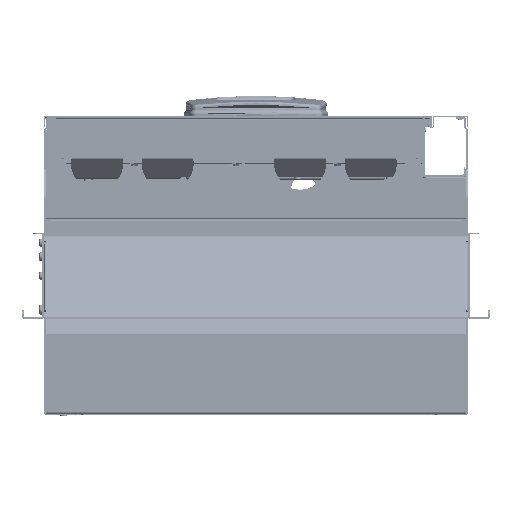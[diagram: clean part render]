
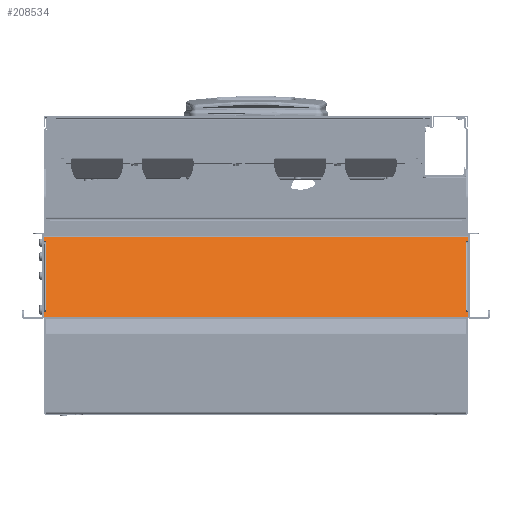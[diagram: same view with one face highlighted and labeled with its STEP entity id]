
A CAD part, front view. The second image highlights one B-rep face of the part: STEP entity #208534.
In plain terms, the highlighted planar face has unit normal (0, -0.759, 0.652).
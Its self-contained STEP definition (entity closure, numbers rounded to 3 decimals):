
#206403=DIRECTION('',(1.,0.,0.));
#206404=VECTOR('',#206403,480.);
#206405=CARTESIAN_POINT('',(-262.73,-817.109,
46.05));
#206406=LINE('',#206405,#206404);
#206418=DIRECTION('',(0.,0.652,0.759));
#206419=VECTOR('',#206418,6.47);
#206420=CARTESIAN_POINT('',(-262.73,-821.325,
41.142));
#206421=LINE('',#206420,#206419);
#206454=DIRECTION('',(-1.,0.,0.));
#206455=VECTOR('',#206454,2.5);
#206456=CARTESIAN_POINT('',(217.27,-890.393,
-39.266));
#206457=LINE('',#206456,#206455);
#206461=DIRECTION('',(-1.,0.,0.));
#206462=VECTOR('',#206461,2.5);
#206463=CARTESIAN_POINT('',(-260.23,-890.393,
-39.266));
#206464=LINE('',#206463,#206462);
#206468=DIRECTION('',(1.,0.,0.));
#206469=VECTOR('',#206468,2.5);
#206470=CARTESIAN_POINT('',(-262.73,-821.325,
41.142));
#206471=LINE('',#206470,#206469);
#206475=DIRECTION('',(1.,0.,0.));
#206476=VECTOR('',#206475,2.5);
#206477=CARTESIAN_POINT('',(214.77,-821.325,
41.142));
#206478=LINE('',#206477,#206476);
#206482=DIRECTION('',(0.,-0.652,
-0.759));
#206483=VECTOR('',#206482,100.);
#206484=CARTESIAN_POINT('',(214.819,-823.286,
38.872));
#206485=LINE('',#206484,#206483);
#206523=DIRECTION('',(-0.016,0.654,0.757));
#206524=VECTOR('',#206523,3.);
#206525=CARTESIAN_POINT('',(214.819,-823.286,
38.872));
#206526=LINE('',#206525,#206524);
#206581=DIRECTION('',(0.,-0.652,
-0.759));
#206582=VECTOR('',#206581,6.47);
#206583=CARTESIAN_POINT('',(217.27,-817.109,
46.05));
#206584=LINE('',#206583,#206582);
#207071=DIRECTION('',(0.,-0.652,-0.759));
#207072=VECTOR('',#207071,7.398);
#207073=CARTESIAN_POINT('',(217.27,-890.393,
-39.266));
#207074=LINE('',#207073,#207072);
#207211=DIRECTION('',(0.,0.652,0.759));
#207212=VECTOR('',#207211,7.398);
#207213=CARTESIAN_POINT('',(-262.73,-895.214,
-44.878));
#207214=LINE('',#207213,#207212);
#207261=DIRECTION('',(0.016,-0.649,-0.76));
#207262=VECTOR('',#207261,3.);
#207263=CARTESIAN_POINT('',(-260.279,-888.445,
-36.985));
#207264=LINE('',#207263,#207262);
#207275=CARTESIAN_POINT('',(-260.279,-888.445,
-36.985));
#207309=DIRECTION('',(0.,0.652,0.759));
#207310=VECTOR('',#207309,100.);
#207311=CARTESIAN_POINT('',(-260.279,-888.445,
-36.985));
#207312=LINE('',#207311,#207310);
#207528=DIRECTION('',(-0.016,-0.654,
-0.757));
#207529=VECTOR('',#207528,3.);
#207530=CARTESIAN_POINT('',(-260.23,-821.325,
41.142));
#207531=LINE('',#207530,#207529);
#207584=DIRECTION('',(1.,0.,0.));
#207585=VECTOR('',#207584,480.);
#207586=CARTESIAN_POINT('',(-262.73,-895.214,
-44.878));
#207587=LINE('',#207586,#207585);
#207786=DIRECTION('',(0.016,0.649,0.76));
#207787=VECTOR('',#207786,3.);
#207788=CARTESIAN_POINT('',(214.77,-890.393,
-39.266));
#207789=LINE('',#207788,#207787);
#208173=CARTESIAN_POINT('',(214.819,-823.286,
38.872));
#208174=CARTESIAN_POINT('',(214.77,-821.325,
41.142));
#208175=VERTEX_POINT('',#208173);
#208176=VERTEX_POINT('',#208174);
#208179=CARTESIAN_POINT('',(217.27,-821.325,
41.142));
#208180=VERTEX_POINT('',#208179);
#208207=CARTESIAN_POINT('',(-262.73,-821.325,
41.142));
#208208=VERTEX_POINT('',#208207);
#208209=CARTESIAN_POINT('',(-260.23,-821.325,
41.142));
#208210=VERTEX_POINT('',#208209);
#208211=CARTESIAN_POINT('',(-260.279,-823.286,
38.872));
#208212=VERTEX_POINT('',#208211);
#208213=VERTEX_POINT('',#207275);
#208216=CARTESIAN_POINT('',(-260.23,-890.393,
-39.266));
#208217=VERTEX_POINT('',#208216);
#208218=CARTESIAN_POINT('',(-262.73,-890.393,
-39.266));
#208219=VERTEX_POINT('',#208218);
#208288=CARTESIAN_POINT('',(-262.73,-895.214,
-44.878));
#208289=VERTEX_POINT('',#208288);
#208290=CARTESIAN_POINT('',(217.27,-895.214,
-44.878));
#208291=VERTEX_POINT('',#208290);
#208296=CARTESIAN_POINT('',(217.27,-890.393,
-39.266));
#208297=VERTEX_POINT('',#208296);
#208298=CARTESIAN_POINT('',(214.77,-890.393,
-39.266));
#208299=VERTEX_POINT('',#208298);
#208306=CARTESIAN_POINT('',(214.819,-888.445,
-36.985));
#208307=VERTEX_POINT('',#208306);
#208311=CARTESIAN_POINT('',(-262.73,-817.109,
46.05));
#208312=VERTEX_POINT('',#208311);
#208313=CARTESIAN_POINT('',(217.27,-817.109,
46.05));
#208314=VERTEX_POINT('',#208313);
#208497=CARTESIAN_POINT('',(-22.73,-856.162,
0.586));
#208498=DIRECTION('',(0.,0.759,-0.652));
#208499=DIRECTION('',(0.,-0.652,-0.759));
#208500=AXIS2_PLACEMENT_3D('',#208497,#208498,#208499);
#208501=PLANE('',#208500);
#208503=ORIENTED_EDGE('',*,*,#208502,.T.);
#208505=ORIENTED_EDGE('',*,*,#208504,.F.);
#208507=ORIENTED_EDGE('',*,*,#208506,.F.);
#208509=ORIENTED_EDGE('',*,*,#208508,.T.);
#208511=ORIENTED_EDGE('',*,*,#208510,.F.);
#208513=ORIENTED_EDGE('',*,*,#208512,.T.);
#208515=ORIENTED_EDGE('',*,*,#208514,.F.);
#208517=ORIENTED_EDGE('',*,*,#208516,.F.);
#208519=ORIENTED_EDGE('',*,*,#208518,.T.);
#208521=ORIENTED_EDGE('',*,*,#208520,.F.);
#208523=ORIENTED_EDGE('',*,*,#208522,.F.);
#208524=ORIENTED_EDGE('',*,*,#208481,.T.);
#208525=ORIENTED_EDGE('',*,*,#208470,.T.);
#208527=ORIENTED_EDGE('',*,*,#208526,.T.);
#208529=ORIENTED_EDGE('',*,*,#208528,.F.);
#208531=ORIENTED_EDGE('',*,*,#208530,.F.);
#208532=EDGE_LOOP('',(#208503,#208505,#208507,#208509,#208511,#208513,#208515,
#208517,#208519,#208521,#208523,#208524,#208525,#208527,#208529,#208531));
#208533=FACE_OUTER_BOUND('',#208532,.F.);
#208534=ADVANCED_FACE('',(#208533),#208501,.F.);
#208470=EDGE_CURVE('',#208312,#208314,#206406,.T.);
#208481=EDGE_CURVE('',#208208,#208312,#206421,.T.);
#208502=EDGE_CURVE('',#208175,#208307,#206485,.T.);
#208504=EDGE_CURVE('',#208299,#208307,#207789,.T.);
#208506=EDGE_CURVE('',#208297,#208299,#206457,.T.);
#208508=EDGE_CURVE('',#208297,#208291,#207074,.T.);
#208510=EDGE_CURVE('',#208289,#208291,#207587,.T.);
#208512=EDGE_CURVE('',#208289,#208219,#207214,.T.);
#208514=EDGE_CURVE('',#208217,#208219,#206464,.T.);
#208516=EDGE_CURVE('',#208213,#208217,#207264,.T.);
#208518=EDGE_CURVE('',#208213,#208212,#207312,.T.);
#208520=EDGE_CURVE('',#208210,#208212,#207531,.T.);
#208522=EDGE_CURVE('',#208208,#208210,#206471,.T.);
#208526=EDGE_CURVE('',#208314,#208180,#206584,.T.);
#208528=EDGE_CURVE('',#208176,#208180,#206478,.T.);
#208530=EDGE_CURVE('',#208175,#208176,#206526,.T.);
